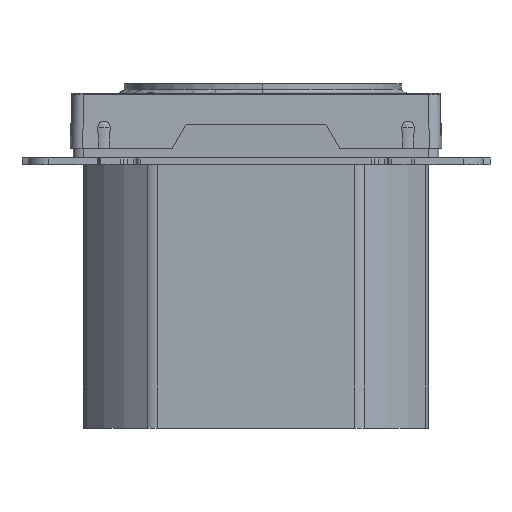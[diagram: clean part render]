
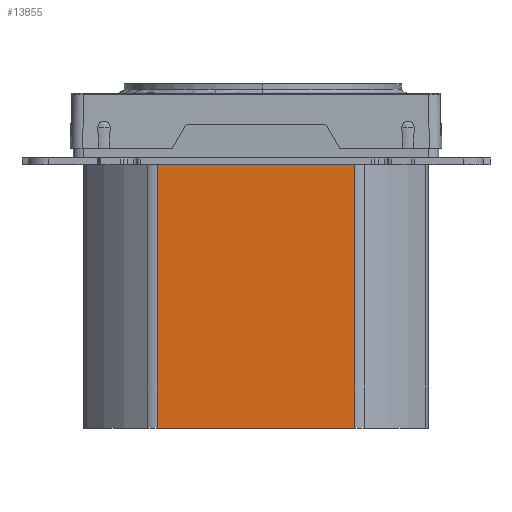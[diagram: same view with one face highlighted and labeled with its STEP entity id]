
A CAD part, left-side view. The second image highlights one B-rep face of the part: STEP entity #13855.
In plain terms, the highlighted planar face has unit normal (-1, 0, 0).
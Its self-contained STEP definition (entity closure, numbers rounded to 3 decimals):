
#308 = LINE ( 'NONE', #4332, #12920 ) ;
#324 = LINE ( 'NONE', #14350, #12834 ) ;
#540 = DIRECTION ( 'NONE',  ( 0., 0., 1. ) ) ;
#624 = VECTOR ( 'NONE', #5032, 1000. ) ;
#1468 = CARTESIAN_POINT ( 'NONE',  ( 5.3, 49.317, -1. ) ) ;
#1638 = DIRECTION ( 'NONE',  ( 1., 0., 0. ) ) ;
#1911 = VERTEX_POINT ( 'NONE', #13975 ) ;
#1913 = LINE ( 'NONE', #15764, #2090 ) ;
#2090 = VECTOR ( 'NONE', #540, 1000. ) ;
#2207 = CARTESIAN_POINT ( 'NONE',  ( 5.3, 19.483, -114.687 ) ) ;
#2944 = ORIENTED_EDGE ( 'NONE', *, *, #11974, .T. ) ;
#3160 = EDGE_CURVE ( 'NONE', #15164, #1911, #324, .T. ) ;
#3270 = ORIENTED_EDGE ( 'NONE', *, *, #12167, .F. ) ;
#3665 = ORIENTED_EDGE ( 'NONE', *, *, #6623, .F. ) ;
#4332 = CARTESIAN_POINT ( 'NONE',  ( 5.3, 49.317, -1. ) ) ;
#5032 = DIRECTION ( 'NONE',  ( 0., 0., 1. ) ) ;
#5588 = AXIS2_PLACEMENT_3D ( 'NONE', #14122, #1638, #7189 ) ;
#6623 = EDGE_CURVE ( 'NONE', #12012, #17940, #308, .T. ) ;
#7189 = DIRECTION ( 'NONE',  ( 0., 1., 0. ) ) ;
#8564 = FACE_OUTER_BOUND ( 'NONE', #11593, .T. ) ;
#10759 = ORIENTED_EDGE ( 'NONE', *, *, #3160, .T. ) ;
#11593 = EDGE_LOOP ( 'NONE', ( #3270, #10759, #2944, #3665 ) ) ;
#11603 = DIRECTION ( 'NONE',  ( 0., -1., 0. ) ) ;
#11661 = CARTESIAN_POINT ( 'NONE',  ( 5.3, 49.317, -40.865 ) ) ;
#11974 = EDGE_CURVE ( 'NONE', #1911, #17940, #16052, .T. ) ;
#12012 = VERTEX_POINT ( 'NONE', #1468 ) ;
#12167 = EDGE_CURVE ( 'NONE', #15164, #12012, #1913, .T. ) ;
#12394 = CARTESIAN_POINT ( 'NONE',  ( 5.3, 19.483, -1. ) ) ;
#12834 = VECTOR ( 'NONE', #11603, 1000. ) ;
#12920 = VECTOR ( 'NONE', #14165, 1000. ) ;
#13855 = ADVANCED_FACE ( 'NONE', ( #8564 ), #17025, .F. ) ;
#13975 = CARTESIAN_POINT ( 'NONE',  ( 5.3, 19.483, -40.865 ) ) ;
#14122 = CARTESIAN_POINT ( 'NONE',  ( 5.3, 19.483, -114.687 ) ) ;
#14165 = DIRECTION ( 'NONE',  ( 0., -1., 0. ) ) ;
#14350 = CARTESIAN_POINT ( 'NONE',  ( 5.3, 19.483, -40.865 ) ) ;
#15164 = VERTEX_POINT ( 'NONE', #11661 ) ;
#15764 = CARTESIAN_POINT ( 'NONE',  ( 5.3, 49.317, -114.687 ) ) ;
#16052 = LINE ( 'NONE', #2207, #624 ) ;
#17025 = PLANE ( 'NONE',  #5588 ) ;
#17940 = VERTEX_POINT ( 'NONE', #12394 ) ;
